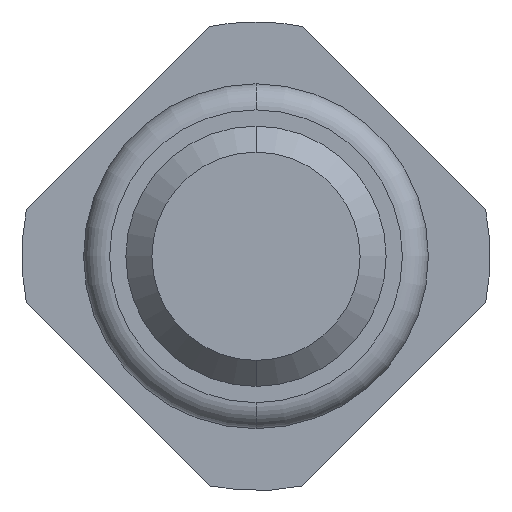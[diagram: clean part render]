
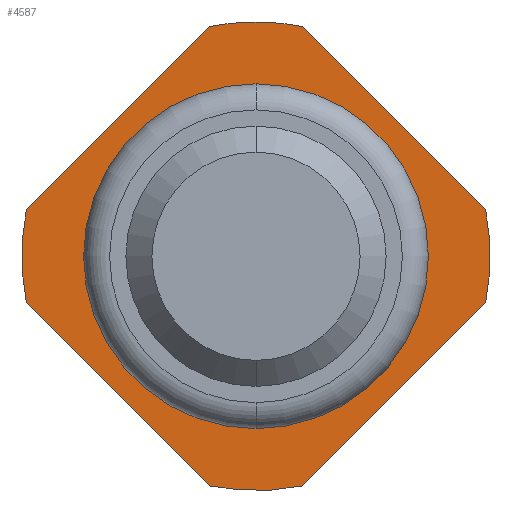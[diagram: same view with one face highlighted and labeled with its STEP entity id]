
A CAD part, front view. The second image highlights one B-rep face of the part: STEP entity #4587.
In plain terms, the highlighted planar face has unit normal (0, -1, 0).
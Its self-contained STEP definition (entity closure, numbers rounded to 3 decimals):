
#40 = CARTESIAN_POINT ( 'NONE',  ( 0., -2., 0. ) ) ;
#184 = CIRCLE ( 'NONE', #915, 1.8 ) ;
#225 = LINE ( 'NONE', #1172, #1431 ) ;
#276 = AXIS2_PLACEMENT_3D ( 'NONE', #4006, #2171, #1459 ) ;
#305 = LINE ( 'NONE', #2929, #364 ) ;
#341 = CARTESIAN_POINT ( 'NONE',  ( 1.8, -2., 0. ) ) ;
#356 = CIRCLE ( 'NONE', #1646, 1.8 ) ;
#364 = VECTOR ( 'NONE', #3297, 1000. ) ;
#375 = VERTEX_POINT ( 'NONE', #4400 ) ;
#392 = ORIENTED_EDGE ( 'NONE', *, *, #399, .T. ) ;
#399 = EDGE_CURVE ( 'Defeature ausgef�hrt2_0+Defeature ausgef�hrt2_12+Defeature ausgef�hrt2_12+Defeature ausgef�hrt2_12', #3845, #2600, #694, .T. ) ;
#413 = DIRECTION ( 'NONE',  ( 0., 1., 0. ) ) ;
#432 = DIRECTION ( 'NONE',  ( 0., 0., 1. ) ) ;
#508 = VERTEX_POINT ( 'NONE', #2391 ) ;
#582 = CARTESIAN_POINT ( 'NONE',  ( 0.357, -2., 1.764 ) ) ;
#605 = EDGE_CURVE ( 'Defeature ausgef�hrt2_15+Defeature ausgef�hrt2_0+Defeature ausgef�hrt2_1+Defeature ausgef�hrt2_4', #3550, #508, #1508, .T. ) ;
#655 = CIRCLE ( 'NONE', #276, 1.8 ) ;
#694 = CIRCLE ( 'NONE', #3384, 1.325 ) ;
#799 = CARTESIAN_POINT ( 'NONE',  ( 0., -2., 0. ) ) ;
#851 = ORIENTED_EDGE ( 'NONE', *, *, #3281, .F. ) ;
#855 = FACE_BOUND ( 'NONE', #4595, .T. ) ;
#915 = AXIS2_PLACEMENT_3D ( 'NONE', #1778, #3945, #4295 ) ;
#1035 = VERTEX_POINT ( 'NONE', #2053 ) ;
#1039 = CARTESIAN_POINT ( 'NONE',  ( 0., -2., -1.325 ) ) ;
#1053 = DIRECTION ( 'NONE',  ( 0., 0., 1. ) ) ;
#1092 = EDGE_CURVE ( 'Defeature ausgef�hrt2_2+Defeature ausgef�hrt2_0+Defeature ausgef�hrt2_17+Defeature ausgef�hrt2_18', #2990, #3374, #2477, .T. ) ;
#1172 = CARTESIAN_POINT ( 'NONE',  ( 1.961, -2., 0.161 ) ) ;
#1215 = EDGE_CURVE ( 'Defeature ausgef�hrt2_17+Defeature ausgef�hrt2_0+Defeature ausgef�hrt2_3+Defeature ausgef�hrt2_2', #1035, #1251, #3878, .T. ) ;
#1233 = ORIENTED_EDGE ( 'NONE', *, *, #1521, .F. ) ;
#1251 = VERTEX_POINT ( 'NONE', #3149 ) ;
#1431 = VECTOR ( 'NONE', #2224, 1000. ) ;
#1435 = DIRECTION ( 'NONE',  ( 0., 1., 0. ) ) ;
#1437 = CARTESIAN_POINT ( 'NONE',  ( 1.961, -2., -0.161 ) ) ;
#1459 = DIRECTION ( 'NONE',  ( 0., 0., 1. ) ) ;
#1479 = PLANE ( 'NONE',  #2013 ) ;
#1508 = LINE ( 'NONE', #1437, #4275 ) ;
#1521 = EDGE_CURVE ( 'Defeature ausgef�hrt2_2+Defeature ausgef�hrt2_0+Defeature ausgef�hrt2_17+Defeature ausgef�hrt2_18', #1251, #2990, #2857, .T. ) ;
#1646 = AXIS2_PLACEMENT_3D ( 'NONE', #2846, #3223, #1053 ) ;
#1678 = AXIS2_PLACEMENT_3D ( 'NONE', #799, #3303, #432 ) ;
#1692 = CARTESIAN_POINT ( 'NONE',  ( -0.161, -2., 1.961 ) ) ;
#1762 = DIRECTION ( 'NONE',  ( 0., 0., 1. ) ) ;
#1778 = CARTESIAN_POINT ( 'NONE',  ( 0., -2., 0. ) ) ;
#1841 = ORIENTED_EDGE ( 'NONE', *, *, #3653, .F. ) ;
#1971 = CARTESIAN_POINT ( 'NONE',  ( 0., -2., 1.325 ) ) ;
#1984 = FACE_OUTER_BOUND ( 'NONE', #2688, .T. ) ;
#2013 = AXIS2_PLACEMENT_3D ( 'NONE', #341, #1435, #1762 ) ;
#2053 = CARTESIAN_POINT ( 'NONE',  ( -1.764, -2., 0.357 ) ) ;
#2055 = CIRCLE ( 'NONE', #4507, 1.325 ) ;
#2130 = ORIENTED_EDGE ( 'NONE', *, *, #4682, .F. ) ;
#2157 = VERTEX_POINT ( 'NONE', #4195 ) ;
#2171 = DIRECTION ( 'NONE',  ( 0., 1., 0. ) ) ;
#2224 = DIRECTION ( 'NONE',  ( 0.707, 0., -0.707 ) ) ;
#2266 = ORIENTED_EDGE ( 'NONE', *, *, #3839, .F. ) ;
#2325 = CARTESIAN_POINT ( 'NONE',  ( 0., -2., 1.8 ) ) ;
#2391 = CARTESIAN_POINT ( 'NONE',  ( 0.357, -2., -1.764 ) ) ;
#2477 = CIRCLE ( 'NONE', #2906, 1.8 ) ;
#2577 = VECTOR ( 'NONE', #3483, 1000. ) ;
#2600 = VERTEX_POINT ( 'NONE', #1971 ) ;
#2643 = CARTESIAN_POINT ( 'NONE',  ( 1.764, -2., -0.357 ) ) ;
#2660 = DIRECTION ( 'NONE',  ( 0., 1., 0. ) ) ;
#2688 = EDGE_LOOP ( 'NONE', ( #2130, #4004, #1233, #3747, #4361, #1841, #2266, #3093, #851 ) ) ;
#2846 = CARTESIAN_POINT ( 'NONE',  ( 0., -2., 0. ) ) ;
#2857 = CIRCLE ( 'NONE', #1678, 1.8 ) ;
#2906 = AXIS2_PLACEMENT_3D ( 'NONE', #40, #413, #4659 ) ;
#2929 = CARTESIAN_POINT ( 'NONE',  ( -0.161, -2., -1.961 ) ) ;
#2990 = VERTEX_POINT ( 'NONE', #2325 ) ;
#3021 = ORIENTED_EDGE ( 'NONE', *, *, #4386, .T. ) ;
#3093 = ORIENTED_EDGE ( 'NONE', *, *, #605, .F. ) ;
#3149 = CARTESIAN_POINT ( 'NONE',  ( -0.357, -2., 1.764 ) ) ;
#3223 = DIRECTION ( 'NONE',  ( 0., 1., 0. ) ) ;
#3281 = EDGE_CURVE ( 'Defeature ausgef�hrt2_1+Defeature ausgef�hrt2_0+Defeature ausgef�hrt2_18+Defeature ausgef�hrt2_15', #2157, #3550, #655, .T. ) ;
#3297 = DIRECTION ( 'NONE',  ( -0.707, 0., 0.707 ) ) ;
#3303 = DIRECTION ( 'NONE',  ( 0., 1., 0. ) ) ;
#3352 = DIRECTION ( 'NONE',  ( 0., 0., 1. ) ) ;
#3367 = CARTESIAN_POINT ( 'NONE',  ( 0., -2., 0. ) ) ;
#3374 = VERTEX_POINT ( 'NONE', #582 ) ;
#3384 = AXIS2_PLACEMENT_3D ( 'NONE', #4120, #4461, #3352 ) ;
#3438 = EDGE_CURVE ( 'Defeature ausgef�hrt2_3+Defeature ausgef�hrt2_0+Defeature ausgef�hrt2_16+Defeature ausgef�hrt2_17', #375, #1035, #184, .T. ) ;
#3483 = DIRECTION ( 'NONE',  ( 0.707, 0., 0.707 ) ) ;
#3550 = VERTEX_POINT ( 'NONE', #2643 ) ;
#3653 = EDGE_CURVE ( 'Defeature ausgef�hrt2_16+Defeature ausgef�hrt2_0+Defeature ausgef�hrt2_4+Defeature ausgef�hrt2_3', #4388, #375, #305, .T. ) ;
#3728 = CARTESIAN_POINT ( 'NONE',  ( -0.357, -2., -1.764 ) ) ;
#3742 = DIRECTION ( 'NONE',  ( 0., 0., 1. ) ) ;
#3747 = ORIENTED_EDGE ( 'NONE', *, *, #1215, .F. ) ;
#3839 = EDGE_CURVE ( 'Defeature ausgef�hrt2_4+Defeature ausgef�hrt2_0+Defeature ausgef�hrt2_15+Defeature ausgef�hrt2_16', #508, #4388, #356, .T. ) ;
#3845 = VERTEX_POINT ( 'NONE', #1039 ) ;
#3878 = LINE ( 'NONE', #1692, #2577 ) ;
#3945 = DIRECTION ( 'NONE',  ( 0., 1., 0. ) ) ;
#4004 = ORIENTED_EDGE ( 'NONE', *, *, #1092, .F. ) ;
#4006 = CARTESIAN_POINT ( 'NONE',  ( 0., -2., 0. ) ) ;
#4120 = CARTESIAN_POINT ( 'NONE',  ( 0., -2., 0. ) ) ;
#4195 = CARTESIAN_POINT ( 'NONE',  ( 1.764, -2., 0.357 ) ) ;
#4275 = VECTOR ( 'NONE', #4665, 1000. ) ;
#4295 = DIRECTION ( 'NONE',  ( 0., 0., 1. ) ) ;
#4361 = ORIENTED_EDGE ( 'NONE', *, *, #3438, .F. ) ;
#4386 = EDGE_CURVE ( 'Defeature ausgef�hrt2_0+Defeature ausgef�hrt2_12+Defeature ausgef�hrt2_12+Defeature ausgef�hrt2_12', #2600, #3845, #2055, .T. ) ;
#4388 = VERTEX_POINT ( 'NONE', #3728 ) ;
#4400 = CARTESIAN_POINT ( 'NONE',  ( -1.764, -2., -0.357 ) ) ;
#4461 = DIRECTION ( 'NONE',  ( 0., 1., 0. ) ) ;
#4507 = AXIS2_PLACEMENT_3D ( 'NONE', #3367, #2660, #3742 ) ;
#4587 = ADVANCED_FACE ( 'Defeature ausgef�hrt2_0', ( #855, #1984 ), #1479, .F. ) ;
#4595 = EDGE_LOOP ( 'NONE', ( #3021, #392 ) ) ;
#4659 = DIRECTION ( 'NONE',  ( 0., 0., 1. ) ) ;
#4665 = DIRECTION ( 'NONE',  ( -0.707, 0., -0.707 ) ) ;
#4682 = EDGE_CURVE ( 'Defeature ausgef�hrt2_18+Defeature ausgef�hrt2_0+Defeature ausgef�hrt2_2+Defeature ausgef�hrt2_1', #3374, #2157, #225, .T. ) ;
